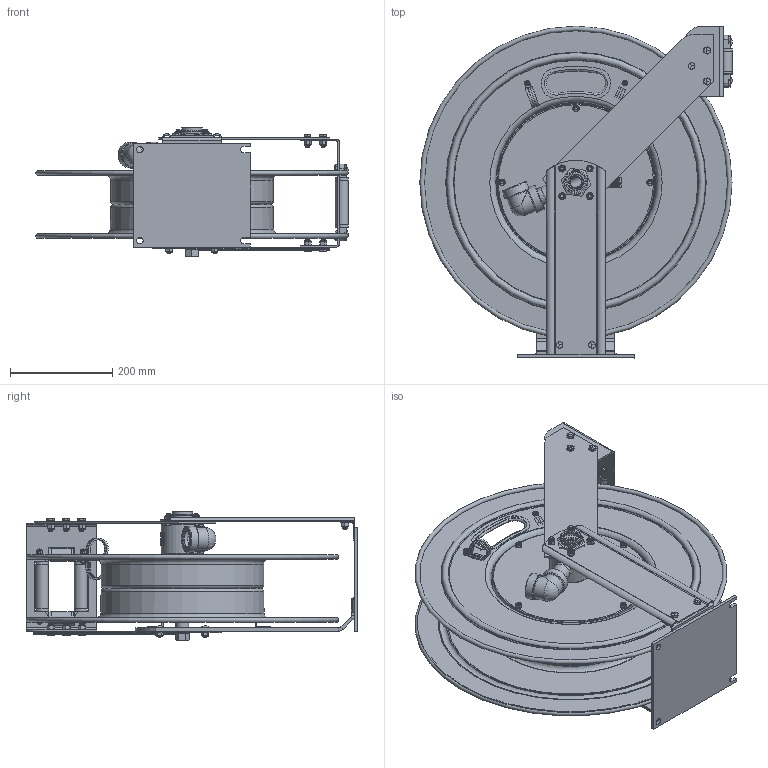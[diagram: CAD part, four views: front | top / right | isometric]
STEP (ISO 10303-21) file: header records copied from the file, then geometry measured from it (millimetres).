
FILE_DESCRIPTION(/* description */ (''),/* implementation_level */ '2;1');
FILE_NAME(/* name */ 'TSHL-N-635_SHARED.stp',/* time_stamp */ '2020-01-24T14:19:17-07:00',/* author */ ('NMelton'),/* organization */ (''),/* preprocessor_version */ 'ST-DEVELOPER v17',/* originating_system */ 'Autodesk Inventor 2019',/* authorisation */ '');
FILE_SCHEMA (('AUTOMOTIVE_DESIGN { 1 0 10303 214 3 1 1 }'));
Products named in the file (1): TSHL-N-635_SHARED
Bounding box: 609.89 x 647.73 x 251.71 mm (x, y, z)
Surface area: 2265309 mm2 (no closed solid volume)
Topology: 0 solids, 237 shells, 3159 faces, 13150 edges, 9791 vertices
Faces by surface type: plane 1654, cylinder 718, bspline 377, cone 267, torus 81, sphere 62
Full cylindrical faces by diameter (mm): 2.54 x1, 3.048 x1, 3.175 x2, 3.962 x2, 4.826 x2, 6.35 x4, 7.925 x4, 7.938 x12, 8.636 x4, 10.414 x1, 11.43 x12, 12.192 x16, 12.7 x2, 15.875 x1, 19.05 x2, 25.362 x1, 25.4 x12, 26.67 x2, 28.448 x1, 28.575 x2, 33.401 x1, 37.287 x1, 38.024 x2, 39.624 x2, 50.8 x2, 82.55 x1, 306.324 x1, 308.747 x1, 311.785 x1, 314.462 x1
Entity records: 143771 total; most frequent: CARTESIAN_POINT 39949, ORIENTED_EDGE 18993, DIRECTION 18888, EDGE_CURVE 13049, VERTEX_POINT 9791, LINE 7162, VECTOR 7162, AXIS2_PLACEMENT_3D 5863
